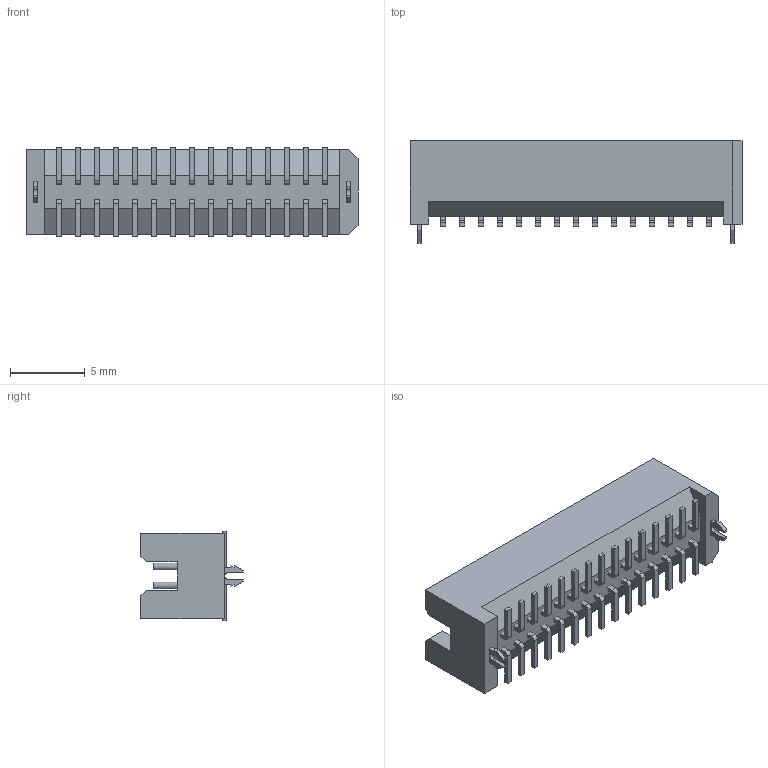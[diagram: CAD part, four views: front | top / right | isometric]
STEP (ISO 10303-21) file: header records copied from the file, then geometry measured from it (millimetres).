
FILE_DESCRIPTION( ( 'STEP AP214' ), '1' );
FILE_NAME( 'TFM-115-02-S-D-LC.stp', '2019-06-26T13:01:02', ( '' ), ( '' ), ' ', 'PARTsolutions', ' ' );
FILE_SCHEMA( ( 'AUTOMOTIVE_DESIGN { 1 0 10303 214 1 1 1 1 }' ) );
Length unit declared in the file: inch
Products named in the file (3): TFM-115-02-S-D-LC; _TFM-115-02-L-D-LC_terminal; _TFM-115-02-L-D_pins
Assembly tree (2 placements, depth 2):
  TFM-115-02-S-D-LC
    _TFM-115-02-L-D-LC_terminal
    _TFM-115-02-L-D_pins
Bounding box: 22.23 x 6.86 x 5.97 mm (x, y, z)
Volume: 345.1 mm3; surface area: 1060.4 mm2
Topology: 2 solids, 2 shells, 386 faces, 1073 edges, 723 vertices
Faces by surface type: plane 294, cylinder 92
Full cylindrical faces by diameter (mm): 0.457 x30
Entity records: 15027 total; most frequent: CARTESIAN_POINT 2095, ORIENTED_EDGE 2026, DIRECTION 1975, EDGE_CURVE 1013, LINE 829, VECTOR 829, VERTEX_POINT 693, AXIS2_PLACEMENT_3D 573
